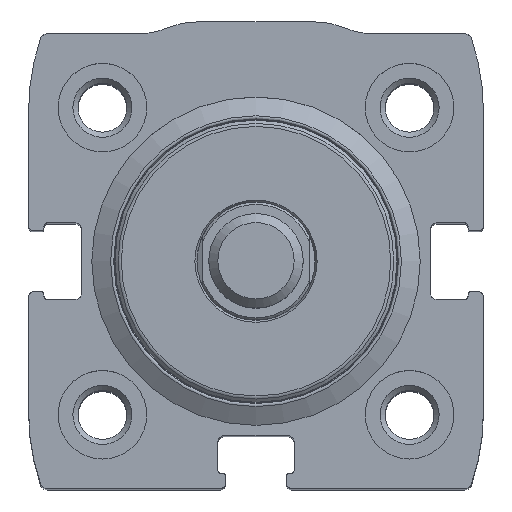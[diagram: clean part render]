
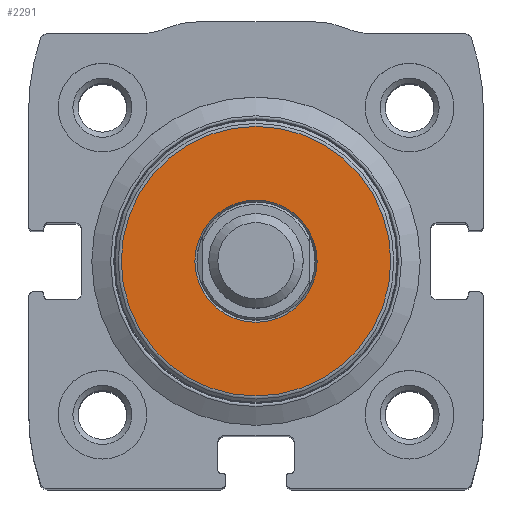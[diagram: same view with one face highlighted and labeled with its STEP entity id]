
A CAD part, top view. The second image highlights one B-rep face of the part: STEP entity #2291.
In plain terms, the highlighted planar face has unit normal (0, 0, 1).
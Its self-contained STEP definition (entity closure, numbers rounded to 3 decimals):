
#192=CIRCLE('',#2599,11.41);
#193=CIRCLE('',#2601,5.173);
#796=ORIENTED_EDGE('',*,*,#1123,.T.);
#797=ORIENTED_EDGE('',*,*,#1122,.F.);
#1122=EDGE_CURVE('',#1349,#1349,#192,.T.);
#1123=EDGE_CURVE('',#1350,#1350,#193,.T.);
#1349=VERTEX_POINT('',#3974);
#1350=VERTEX_POINT('',#3977);
#1836=EDGE_LOOP('',(#796));
#1837=EDGE_LOOP('',(#797));
#2066=FACE_BOUND('',#1836,.T.);
#2067=FACE_BOUND('',#1837,.T.);
#2155=PLANE('',#2600);
#2291=ADVANCED_FACE('',(#2066,#2067),#2155,.T.);
#2599=AXIS2_PLACEMENT_3D('',#3973,#3291,#3292);
#2600=AXIS2_PLACEMENT_3D('',#3975,#3293,#3294);
#2601=AXIS2_PLACEMENT_3D('',#3976,#3295,#3296);
#3291=DIRECTION('',(0.,0.,-1.));
#3292=DIRECTION('',(-1.,0.,0.));
#3293=DIRECTION('',(0.,0.,1.));
#3294=DIRECTION('',(1.,0.,0.));
#3295=DIRECTION('',(0.,0.,-1.));
#3296=DIRECTION('',(-1.,0.,0.));
#3973=CARTESIAN_POINT('',(0.,0.,68.3));
#3974=CARTESIAN_POINT('',(-11.41,0.,68.3));
#3975=CARTESIAN_POINT('',(0.,11.41,68.3));
#3976=CARTESIAN_POINT('',(0.,0.,68.3));
#3977=CARTESIAN_POINT('',(-5.173,0.,68.3));
